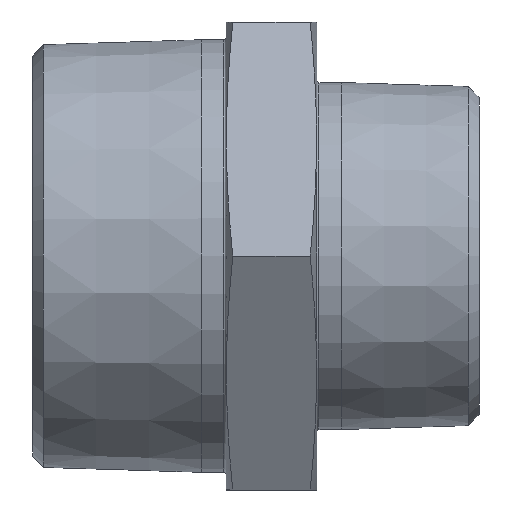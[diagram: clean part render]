
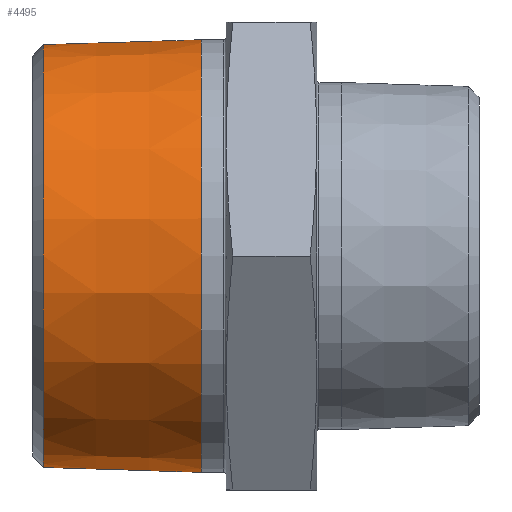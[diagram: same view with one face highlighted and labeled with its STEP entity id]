
A CAD part, front view. The second image highlights one B-rep face of the part: STEP entity #4495.
In plain terms, the highlighted conical face has half-angle 1.79 degrees and reference radius 29.807 mm.
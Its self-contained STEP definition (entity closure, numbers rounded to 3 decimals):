
#29 = CARTESIAN_POINT ( 'NONE',  ( 23.4, 0., 30.041 ) ) ;
#427 = EDGE_LOOP ( 'NONE', ( #1965 ) ) ;
#1435 = CIRCLE ( 'NONE', #4455, 29.356 ) ;
#1856 = CIRCLE ( 'NONE', #11527, 30.041 ) ;
#1965 = ORIENTED_EDGE ( 'NONE', *, *, #8473, .T. ) ;
#2202 = DIRECTION ( 'NONE',  ( -1., 0., 0. ) ) ;
#3624 = FACE_OUTER_BOUND ( 'NONE', #10864, .T. ) ;
#3707 = CARTESIAN_POINT ( 'NONE',  ( 15.9, 0., 0. ) ) ;
#3965 = FACE_BOUND ( 'NONE', #427, .T. ) ;
#4193 = ORIENTED_EDGE ( 'NONE', *, *, #5219, .T. ) ;
#4311 = AXIS2_PLACEMENT_3D ( 'NONE', #3707, #8891, #11837 ) ;
#4455 = AXIS2_PLACEMENT_3D ( 'NONE', #10838, #16265, #6996 ) ;
#4495 = ADVANCED_FACE ( 'NONE', ( #3965, #3624 ), #16774, .T. ) ;
#4785 = DIRECTION ( 'NONE',  ( 0., 0., 1. ) ) ;
#5024 = CARTESIAN_POINT ( 'NONE',  ( 1.478, 0., 29.356 ) ) ;
#5219 = EDGE_CURVE ( 'NONE', #10660, #10660, #1856, .T. ) ;
#6996 = DIRECTION ( 'NONE',  ( 0., 0., 1. ) ) ;
#8473 = EDGE_CURVE ( 'NONE', #11937, #11937, #1435, .T. ) ;
#8891 = DIRECTION ( 'NONE',  ( 1., 0., 0. ) ) ;
#10660 = VERTEX_POINT ( 'NONE', #29 ) ;
#10838 = CARTESIAN_POINT ( 'NONE',  ( 1.478, 0., 0. ) ) ;
#10864 = EDGE_LOOP ( 'NONE', ( #4193 ) ) ;
#11527 = AXIS2_PLACEMENT_3D ( 'NONE', #13694, #2202, #4785 ) ;
#11837 = DIRECTION ( 'NONE',  ( 0., 0., -1. ) ) ;
#11937 = VERTEX_POINT ( 'NONE', #5024 ) ;
#13694 = CARTESIAN_POINT ( 'NONE',  ( 23.4, 0., 0. ) ) ;
#16265 = DIRECTION ( 'NONE',  ( 1., 0., 0. ) ) ;
#16774 = CONICAL_SURFACE ( 'NONE', #4311, 29.807, 0.031 ) ;
